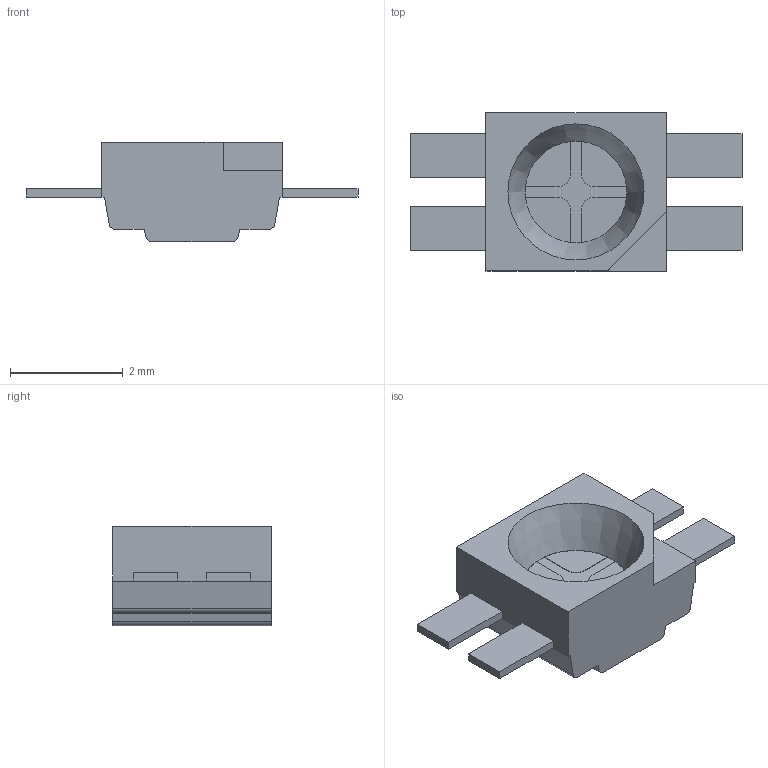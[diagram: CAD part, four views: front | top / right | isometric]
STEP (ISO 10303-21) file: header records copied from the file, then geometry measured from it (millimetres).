
FILE_DESCRIPTION(/* description */ (''),/* implementation_level */ '2;1');
FILE_NAME(/* name */ 'RGB LED .step',/* time_stamp */ '2021-06-18T22:04:53+02:00',/* author */ (''),/* organization */ (''),/* preprocessor_version */ 'ST-DEVELOPER v18.1',/* originating_system */ 'Autodesk Translation Framework v10.6.0.1341',/* authorisation */ '');
FILE_SCHEMA (('AUTOMOTIVE_DESIGN { 1 0 10303 214 3 1 1 }'));
Length unit declared in the file: millimetre
Products named in the file (1): RGB LED 6028
Bounding box: 5.88 x 2.8 x 1.76 mm (x, y, z)
Volume: 11.9 mm3; surface area: 55.5 mm2
Topology: 9 solids, 9 shells, 72 faces, 156 edges, 104 vertices
Faces by surface type: plane 58, cylinder 13, cone 1
Full cylindrical faces by diameter (mm): 0.942 x1
Entity records: 1987 total; most frequent: CARTESIAN_POINT 333, DIRECTION 330, ORIENTED_EDGE 312, EDGE_CURVE 156, LINE 128, VECTOR 128, VERTEX_POINT 104, AXIS2_PLACEMENT_3D 101
